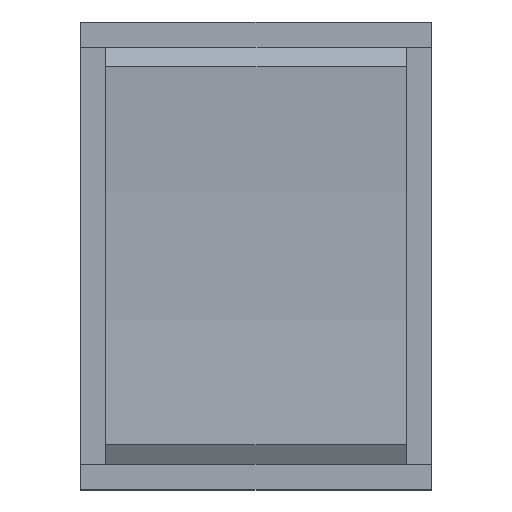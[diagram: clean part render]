
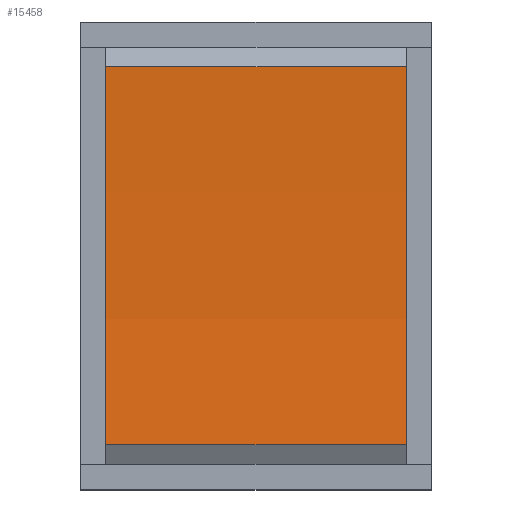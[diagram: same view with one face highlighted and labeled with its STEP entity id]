
A CAD part, top view. The second image highlights one B-rep face of the part: STEP entity #15458.
In plain terms, the highlighted cylindrical face has radius 156.967 mm (diameter 313.933 mm), a partial arc.
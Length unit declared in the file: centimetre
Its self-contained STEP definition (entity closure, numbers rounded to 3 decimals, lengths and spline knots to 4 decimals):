
#625=LINE('',#23920,#2318);
#628=LINE('',#23926,#2321);
#2318=VECTOR('',#18823,1.);
#2321=VECTOR('',#18828,1.);
#3572=CYLINDRICAL_SURFACE('',#16508,15.6967);
#4559=FACE_OUTER_BOUND('',#5391,.T.);
#5391=EDGE_LOOP('',(#11961,#11962,#11963,#11964));
#6311=CIRCLE('',#16507,15.6967);
#6312=CIRCLE('',#16509,15.6967);
#7090=VERTEX_POINT('',#23913);
#7093=VERTEX_POINT('',#23918);
#7094=VERTEX_POINT('',#23922);
#7095=VERTEX_POINT('',#23924);
#8882=EDGE_CURVE('',#7093,#7090,#625,.T.);
#8885=EDGE_CURVE('',#7095,#7094,#628,.T.);
#8889=EDGE_CURVE('',#7090,#7095,#6311,.T.);
#8891=EDGE_CURVE('',#7094,#7093,#6312,.T.);
#11961=ORIENTED_EDGE('',*,*,#8889,.F.);
#11962=ORIENTED_EDGE('',*,*,#8882,.F.);
#11963=ORIENTED_EDGE('',*,*,#8891,.F.);
#11964=ORIENTED_EDGE('',*,*,#8885,.F.);
#15458=ADVANCED_FACE('',(#4559),#3572,.F.);
#16507=AXIS2_PLACEMENT_3D('',#23934,#18834,#18835);
#16508=AXIS2_PLACEMENT_3D('',#23936,#18837,#18838);
#16509=AXIS2_PLACEMENT_3D('',#23937,#18839,#18840);
#18823=DIRECTION('',(1.,0.,0.));
#18828=DIRECTION('',(-1.,0.,0.));
#18834=DIRECTION('center_axis',(-1.,0.,0.));
#18835=DIRECTION('ref_axis',(0.,0.062,-0.998));
#18837=DIRECTION('center_axis',(1.,0.,0.));
#18838=DIRECTION('ref_axis',(0.,0.062,-0.998));
#18839=DIRECTION('center_axis',(1.,0.,0.));
#18840=DIRECTION('ref_axis',(0.,0.062,-0.998));
#23913=CARTESIAN_POINT('',(0.77,0.97,2.713));
#23918=CARTESIAN_POINT('',(-0.77,0.97,2.713));
#23920=CARTESIAN_POINT('',(-0.385,0.97,2.713));
#23922=CARTESIAN_POINT('',(-0.77,-0.97,2.713));
#23924=CARTESIAN_POINT('',(0.77,-0.97,2.713));
#23926=CARTESIAN_POINT('',(0.385,-0.97,2.713));
#23934=CARTESIAN_POINT('Origin',(0.77,0.,18.3797));
#23936=CARTESIAN_POINT('Origin',(-0.77,0.,18.3797));
#23937=CARTESIAN_POINT('Origin',(-0.77,0.,18.3797));
